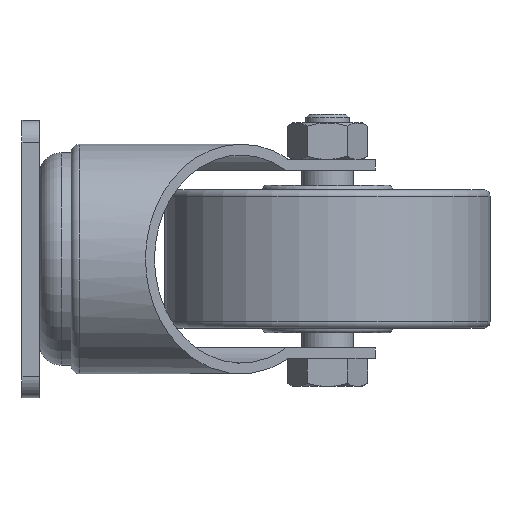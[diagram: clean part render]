
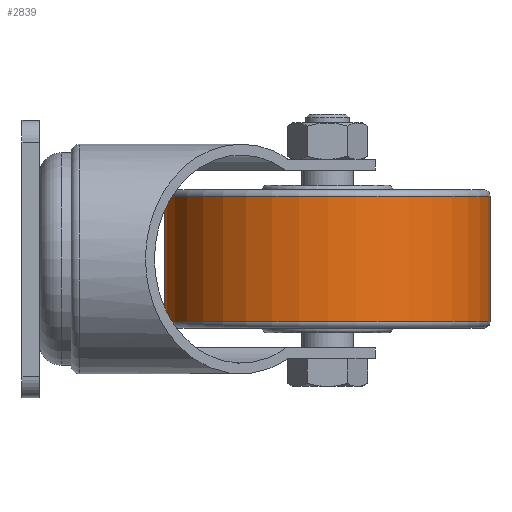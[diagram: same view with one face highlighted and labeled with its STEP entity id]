
A CAD part, left-side view. The second image highlights one B-rep face of the part: STEP entity #2839.
In plain terms, the highlighted cylindrical face has radius 37.5 mm (diameter 75 mm), a full revolution.
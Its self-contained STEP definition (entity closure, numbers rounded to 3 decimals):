
#476=CYLINDRICAL_SURFACE('',#3205,37.5);
#547=FACE_BOUND('',#841,.T.);
#651=FACE_OUTER_BOUND('',#840,.T.);
#840=EDGE_LOOP('',(#2086));
#841=EDGE_LOOP('',(#2087));
#1034=CIRCLE('',#3202,37.5);
#1035=CIRCLE('',#3204,37.5);
#1224=VERTEX_POINT('',#4591);
#1225=VERTEX_POINT('',#4594);
#1534=EDGE_CURVE('',#1224,#1224,#1034,.T.);
#1535=EDGE_CURVE('',#1225,#1225,#1035,.T.);
#2086=ORIENTED_EDGE('',*,*,#1534,.F.);
#2087=ORIENTED_EDGE('',*,*,#1535,.T.);
#2839=ADVANCED_FACE('',(#651,#547),#476,.T.);
#3202=AXIS2_PLACEMENT_3D('',#4592,#3783,#3784);
#3204=AXIS2_PLACEMENT_3D('',#4595,#3787,#3788);
#3205=AXIS2_PLACEMENT_3D('',#4596,#3789,#3790);
#3783=DIRECTION('center_axis',(0.,0.,-1.));
#3784=DIRECTION('ref_axis',(0.,1.,0.));
#3787=DIRECTION('center_axis',(0.,0.,-1.));
#3788=DIRECTION('ref_axis',(0.,1.,0.));
#3789=DIRECTION('center_axis',(0.,0.,-1.));
#3790=DIRECTION('ref_axis',(0.,1.,0.));
#4591=CARTESIAN_POINT('',(0.,37.5,-14.5));
#4592=CARTESIAN_POINT('Origin',(0.,0.,-14.5));
#4594=CARTESIAN_POINT('',(0.,37.5,14.5));
#4595=CARTESIAN_POINT('Origin',(0.,0.,14.5));
#4596=CARTESIAN_POINT('Origin',(0.,0.,0.));
